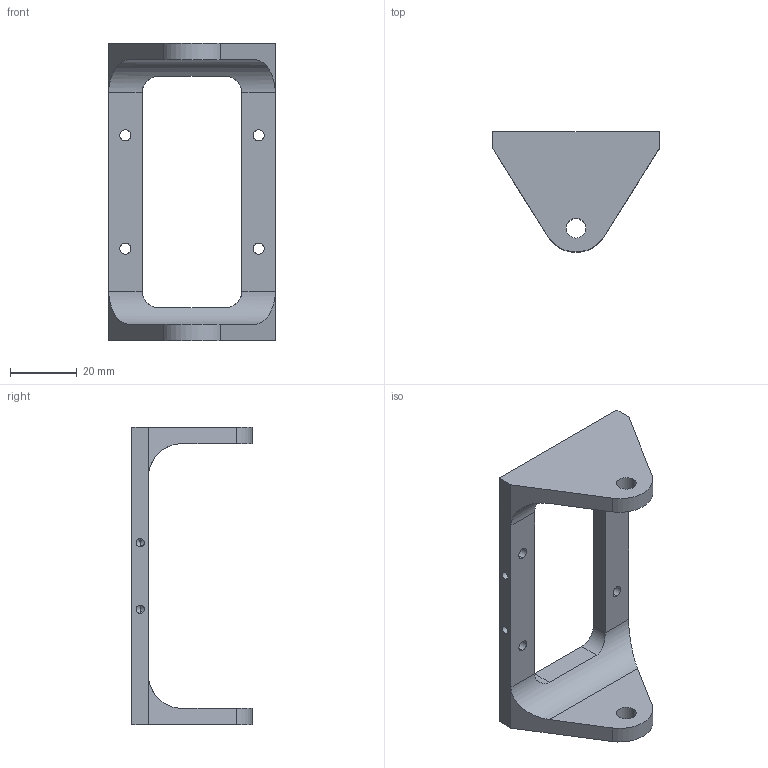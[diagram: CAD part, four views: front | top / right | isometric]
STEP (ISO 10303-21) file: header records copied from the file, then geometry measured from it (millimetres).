
FILE_DESCRIPTION (( 'STEP AP214' ), '1' );
FILE_NAME ('XW-USI-003-Aa-support-pivot-2.STEP', '2020-05-25T07:08:15', ( '' ), ( '' ), 'SwSTEP 2.0', 'SolidWorks 2016', '' );
FILE_SCHEMA (( 'AUTOMOTIVE_DESIGN' ));
Length unit declared in the file: millimetre
Products named in the file (1): XW-USI-003-Aa-support-pivot-2
Bounding box: 50 x 36.13 x 89.5 mm (x, y, z)
Volume: 22757.9 mm3; surface area: 11461.8 mm2
Topology: 1 solids, 1 shells, 53 faces, 140 edges, 84 vertices
Faces by surface type: cylinder 28, plane 17, cone 8
Entity records: 1876 total; most frequent: CARTESIAN_POINT 350, DIRECTION 280, ORIENTED_EDGE 264, EDGE_CURVE 132, AXIS2_PLACEMENT_3D 102, VERTEX_POINT 84, LINE 76, VECTOR 76
